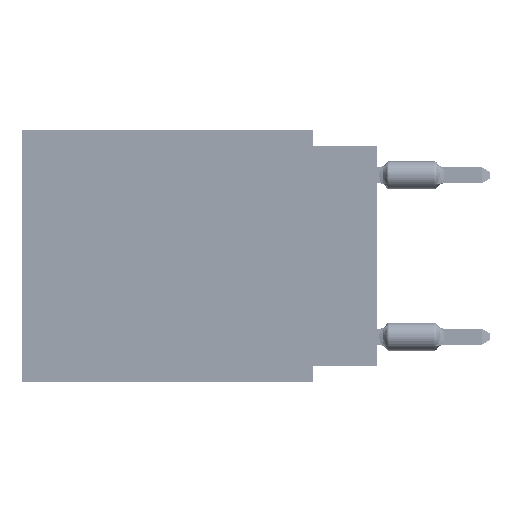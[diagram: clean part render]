
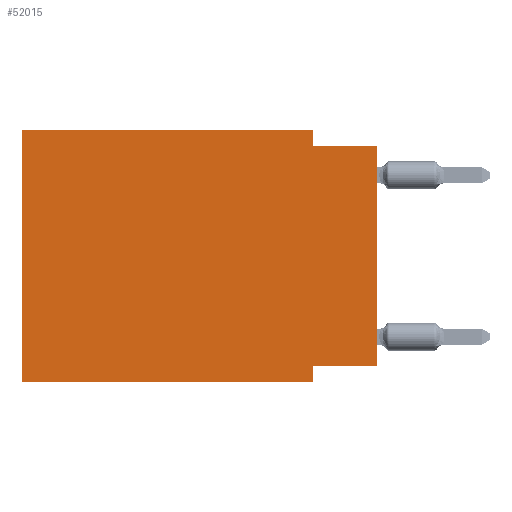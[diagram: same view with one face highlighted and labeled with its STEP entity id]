
A CAD part, left-side view. The second image highlights one B-rep face of the part: STEP entity #52015.
In plain terms, the highlighted planar face has unit normal (-1, 0, 0).
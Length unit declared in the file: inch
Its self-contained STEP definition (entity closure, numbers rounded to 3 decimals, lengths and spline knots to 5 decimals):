
#1717 = VERTEX_POINT ( 'NONE', #49826 ) ;
#2102 = ORIENTED_EDGE ( 'NONE', *, *, #76487, .T. ) ;
#2559 = EDGE_CURVE ( 'NONE', #78829, #70346, #17167, .T. ) ;
#2814 = VECTOR ( 'NONE', #67521, 39.37008 ) ;
#3902 = CARTESIAN_POINT ( 'NONE',  ( 0., 0., -0.025 ) ) ;
#3967 = VECTOR ( 'NONE', #62161, 39.37008 ) ;
#4838 = DIRECTION ( 'NONE',  ( 0., 0., 1. ) ) ;
#5306 = CARTESIAN_POINT ( 'NONE',  ( 0., 0.55, 0. ) ) ;
#5587 = LINE ( 'NONE', #55140, #78361 ) ;
#5678 = VECTOR ( 'NONE', #48989, 39.37008 ) ;
#6914 = CARTESIAN_POINT ( 'NONE',  ( 0., 0.1, -0.39 ) ) ;
#7011 = ORIENTED_EDGE ( 'NONE', *, *, #2559, .F. ) ;
#9844 = VERTEX_POINT ( 'NONE', #23046 ) ;
#9941 = VECTOR ( 'NONE', #59750, 39.37008 ) ;
#11537 = EDGE_CURVE ( 'NONE', #9844, #26681, #53851, .T. ) ;
#13021 = DIRECTION ( 'NONE',  ( 1., 0., 0. ) ) ;
#16156 = CARTESIAN_POINT ( 'NONE',  ( 0., 0., -0.025 ) ) ;
#17167 = LINE ( 'NONE', #62222, #2814 ) ;
#20692 = LINE ( 'NONE', #44681, #63594 ) ;
#23046 = CARTESIAN_POINT ( 'NONE',  ( 0., 0.1, -0.025 ) ) ;
#24802 = PLANE ( 'NONE',  #33825 ) ;
#25050 = VECTOR ( 'NONE', #4838, 39.37008 ) ;
#25985 = DIRECTION ( 'NONE',  ( 0., 0., 1. ) ) ;
#26681 = VERTEX_POINT ( 'NONE', #16156 ) ;
#28402 = ORIENTED_EDGE ( 'NONE', *, *, #74181, .F. ) ;
#29685 = CARTESIAN_POINT ( 'NONE',  ( 0., 0.1, -0.365 ) ) ;
#30297 = LINE ( 'NONE', #74145, #5678 ) ;
#30701 = CARTESIAN_POINT ( 'NONE',  ( 0., 0.55, -0.39 ) ) ;
#32980 = ORIENTED_EDGE ( 'NONE', *, *, #46261, .F. ) ;
#33825 = AXIS2_PLACEMENT_3D ( 'NONE', #5306, #13021, #36976 ) ;
#33916 = VECTOR ( 'NONE', #34774, 39.37008 ) ;
#34539 = ORIENTED_EDGE ( 'NONE', *, *, #51955, .F. ) ;
#34774 = DIRECTION ( 'NONE',  ( 0., -1., 0. ) ) ;
#34846 = EDGE_CURVE ( 'NONE', #76370, #1717, #30297, .T. ) ;
#34975 = LINE ( 'NONE', #47551, #9941 ) ;
#35716 = LINE ( 'NONE', #60484, #25050 ) ;
#36184 = EDGE_CURVE ( 'NONE', #78829, #26681, #35716, .T. ) ;
#36976 = DIRECTION ( 'NONE',  ( 0., 0., -1. ) ) ;
#42011 = CARTESIAN_POINT ( 'NONE',  ( 0., 0.1, -0.39 ) ) ;
#43873 = FACE_OUTER_BOUND ( 'NONE', #65913, .T. ) ;
#44681 = CARTESIAN_POINT ( 'NONE',  ( 0., 0.55, 0. ) ) ;
#46072 = CARTESIAN_POINT ( 'NONE',  ( 0., 0., -0.365 ) ) ;
#46261 = EDGE_CURVE ( 'NONE', #54075, #76370, #20692, .T. ) ;
#47551 = CARTESIAN_POINT ( 'NONE',  ( 0., 0.55, -0.39 ) ) ;
#48285 = ORIENTED_EDGE ( 'NONE', *, *, #34846, .F. ) ;
#48989 = DIRECTION ( 'NONE',  ( 0., -1., 0. ) ) ;
#49826 = CARTESIAN_POINT ( 'NONE',  ( 0., 0.1, 0. ) ) ;
#51955 = EDGE_CURVE ( 'NONE', #70346, #54466, #61750, .T. ) ;
#52015 = ADVANCED_FACE ( 'NONE', ( #43873 ), #24802, .F. ) ;
#53851 = LINE ( 'NONE', #3902, #33916 ) ;
#54075 = VERTEX_POINT ( 'NONE', #30701 ) ;
#54466 = VERTEX_POINT ( 'NONE', #42011 ) ;
#55140 = CARTESIAN_POINT ( 'NONE',  ( 0., 0.1, 0. ) ) ;
#59750 = DIRECTION ( 'NONE',  ( 0., -1., 0. ) ) ;
#60484 = CARTESIAN_POINT ( 'NONE',  ( 0., 0., 0. ) ) ;
#61498 = ORIENTED_EDGE ( 'NONE', *, *, #11537, .F. ) ;
#61750 = LINE ( 'NONE', #6914, #3967 ) ;
#62087 = ORIENTED_EDGE ( 'NONE', *, *, #36184, .T. ) ;
#62161 = DIRECTION ( 'NONE',  ( 0., 0., -1. ) ) ;
#62222 = CARTESIAN_POINT ( 'NONE',  ( 0., 0., -0.365 ) ) ;
#63594 = VECTOR ( 'NONE', #25985, 39.37008 ) ;
#65913 = EDGE_LOOP ( 'NONE', ( #62087, #61498, #28402, #48285, #32980, #2102, #34539, #7011 ) ) ;
#67521 = DIRECTION ( 'NONE',  ( 0., 1., 0. ) ) ;
#70346 = VERTEX_POINT ( 'NONE', #29685 ) ;
#74145 = CARTESIAN_POINT ( 'NONE',  ( 0., 0.55, 0. ) ) ;
#74181 = EDGE_CURVE ( 'NONE', #1717, #9844, #5587, .T. ) ;
#76370 = VERTEX_POINT ( 'NONE', #79581 ) ;
#76487 = EDGE_CURVE ( 'NONE', #54075, #54466, #34975, .T. ) ;
#78361 = VECTOR ( 'NONE', #79488, 39.37008 ) ;
#78829 = VERTEX_POINT ( 'NONE', #46072 ) ;
#79488 = DIRECTION ( 'NONE',  ( 0., 0., -1. ) ) ;
#79581 = CARTESIAN_POINT ( 'NONE',  ( 0., 0.55, 0. ) ) ;
